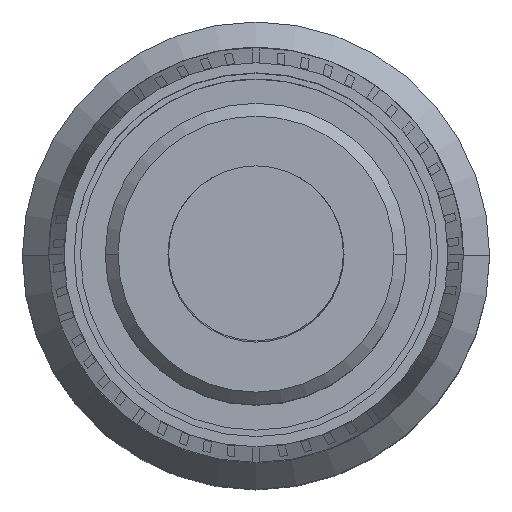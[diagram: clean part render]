
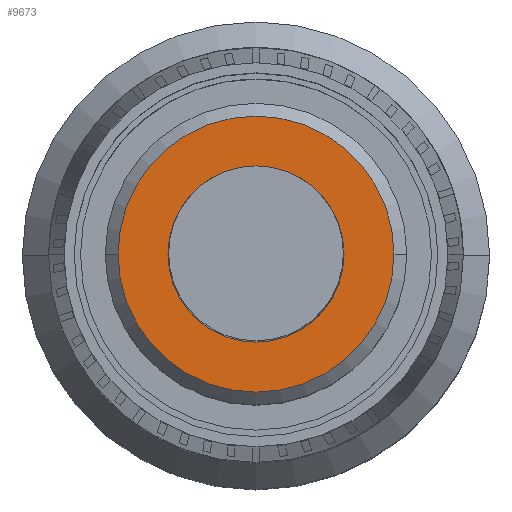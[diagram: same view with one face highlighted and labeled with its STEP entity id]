
A CAD part, top view. The second image highlights one B-rep face of the part: STEP entity #9673.
In plain terms, the highlighted planar face has unit normal (0, 0, 1).
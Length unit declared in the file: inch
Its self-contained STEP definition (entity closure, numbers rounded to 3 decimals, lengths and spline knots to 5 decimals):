
#3465 = CARTESIAN_POINT ( 'NONE',  ( -0.10811, 0., 0.37137 ) ) ;
#3530 = AXIS2_PLACEMENT_3D ( 'NONE', #3607, #3606, #3605 ) ;
#3605 = DIRECTION ( 'NONE',  ( 1., 0., 0. ) ) ;
#3606 = DIRECTION ( 'NONE',  ( 0., 0., 1. ) ) ;
#3607 = CARTESIAN_POINT ( 'NONE',  ( 0., 0., 0.37137 ) ) ;
#3617 = CIRCLE ( 'NONE', #3530, 0.10811 ) ;
#4065 = CARTESIAN_POINT ( 'NONE',  ( -0.069, 0., 0.37137 ) ) ;
#4179 = CARTESIAN_POINT ( 'NONE',  ( 0.069, 0., 0.37137 ) ) ;
#4353 = CARTESIAN_POINT ( 'NONE',  ( 0.10811, 0., 0.37137 ) ) ;
#5015 = CIRCLE ( 'NONE', #5069, 0.069 ) ;
#5069 = AXIS2_PLACEMENT_3D ( 'NONE', #5105, #5104, #5102 ) ;
#5102 = DIRECTION ( 'NONE',  ( 1., 0., 0. ) ) ;
#5104 = DIRECTION ( 'NONE',  ( 0., 0., 1. ) ) ;
#5105 = CARTESIAN_POINT ( 'NONE',  ( 0., 0., 0.37137 ) ) ;
#9006 = VERTEX_POINT ( 'NONE', #3465 ) ;
#9026 = EDGE_CURVE ( 'NONE', #9068, #9006, #3617, .T. ) ;
#9056 = VERTEX_POINT ( 'NONE', #4065 ) ;
#9061 = VERTEX_POINT ( 'NONE', #4179 ) ;
#9068 = VERTEX_POINT ( 'NONE', #4353 ) ;
#9127 = EDGE_CURVE ( 'NONE', #9056, #9061, #5015, .T. ) ;
#9574 = ORIENTED_EDGE ( 'NONE', *, *, #9127, .F. ) ;
#9597 = ORIENTED_EDGE ( 'NONE', *, *, #9675, .T. ) ;
#9668 = ORIENTED_EDGE ( 'NONE', *, *, #9685, .F. ) ;
#9673 = ADVANCED_FACE ( 'NONE', ( #12753, #12900 ), #12765, .F. ) ;
#9675 = EDGE_CURVE ( 'NONE', #9006, #9068, #12873, .T. ) ;
#9676 = EDGE_LOOP ( 'NONE', ( #9597, #9697 ) ) ;
#9682 = EDGE_LOOP ( 'NONE', ( #9668, #9574 ) ) ;
#9685 = EDGE_CURVE ( 'NONE', #9061, #9056, #12917, .T. ) ;
#9697 = ORIENTED_EDGE ( 'NONE', *, *, #9026, .T. ) ;
#12753 = FACE_BOUND ( 'NONE', #9682, .T. ) ;
#12764 = AXIS2_PLACEMENT_3D ( 'NONE', #12878, #12877, #12876 ) ;
#12765 = PLANE ( 'NONE',  #12764 ) ;
#12861 = AXIS2_PLACEMENT_3D ( 'NONE', #12914, #12913, #12912 ) ;
#12870 = DIRECTION ( 'NONE',  ( 1., 0., 0. ) ) ;
#12871 = DIRECTION ( 'NONE',  ( 0., 0., 1. ) ) ;
#12872 = CARTESIAN_POINT ( 'NONE',  ( 0., 0., 0.37137 ) ) ;
#12873 = CIRCLE ( 'NONE', #12880, 0.10811 ) ;
#12876 = DIRECTION ( 'NONE',  ( -1., 0., 0. ) ) ;
#12877 = DIRECTION ( 'NONE',  ( 0., 0., -1. ) ) ;
#12878 = CARTESIAN_POINT ( 'NONE',  ( 0., 0.069, 0.37137 ) ) ;
#12880 = AXIS2_PLACEMENT_3D ( 'NONE', #12872, #12871, #12870 ) ;
#12900 = FACE_OUTER_BOUND ( 'NONE', #9676, .T. ) ;
#12912 = DIRECTION ( 'NONE',  ( 1., 0., 0. ) ) ;
#12913 = DIRECTION ( 'NONE',  ( 0., 0., 1. ) ) ;
#12914 = CARTESIAN_POINT ( 'NONE',  ( 0., 0., 0.37137 ) ) ;
#12917 = CIRCLE ( 'NONE', #12861, 0.069 ) ;
